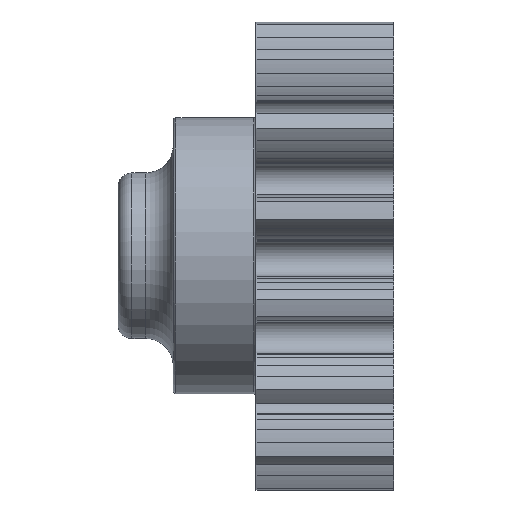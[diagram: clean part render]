
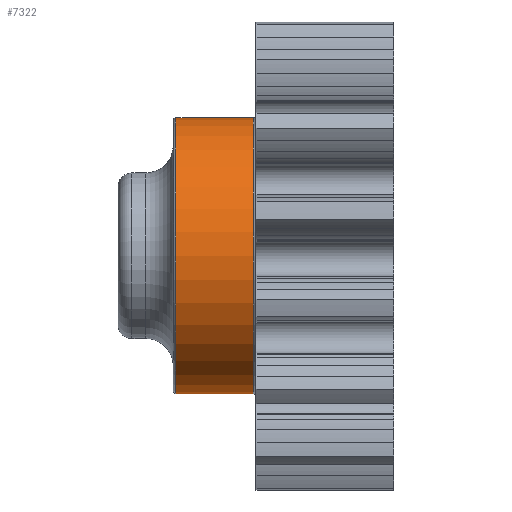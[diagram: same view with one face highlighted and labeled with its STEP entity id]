
A CAD part, front view. The second image highlights one B-rep face of the part: STEP entity #7322.
In plain terms, the highlighted cylindrical face has radius 10 mm (diameter 20 mm), a partial arc.
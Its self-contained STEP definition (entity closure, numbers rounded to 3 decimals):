
#199 = CARTESIAN_POINT ( 'NONE',  ( -10., 0., -10. ) ) ;
#202 = VERTEX_POINT ( 'NONE', #8167 ) ;
#528 = CARTESIAN_POINT ( 'NONE',  ( -5.8, 0., -10. ) ) ;
#840 = LINE ( 'NONE', #199, #6896 ) ;
#944 = EDGE_LOOP ( 'NONE', ( #3326, #3928, #6803, #7247 ) ) ;
#1060 = DIRECTION ( 'NONE',  ( 1., 0., 0. ) ) ;
#1202 = CARTESIAN_POINT ( 'NONE',  ( -0.2, 0., 0. ) ) ;
#1750 = DIRECTION ( 'NONE',  ( -1., 0., 0. ) ) ;
#2317 = CIRCLE ( 'NONE', #6656, 10. ) ;
#2403 = VERTEX_POINT ( 'NONE', #528 ) ;
#2830 = AXIS2_PLACEMENT_3D ( 'NONE', #1202, #1750, #8338 ) ;
#2972 = CYLINDRICAL_SURFACE ( 'NONE', #6737, 10. ) ;
#3012 = EDGE_CURVE ( 'NONE', #7705, #2403, #2317, .T. ) ;
#3326 = ORIENTED_EDGE ( 'NONE', *, *, #8296, .F. ) ;
#3607 = DIRECTION ( 'NONE',  ( 1., 0., 0. ) ) ;
#3655 = DIRECTION ( 'NONE',  ( 0., 0., 1. ) ) ;
#3928 = ORIENTED_EDGE ( 'NONE', *, *, #3012, .T. ) ;
#4239 = FACE_OUTER_BOUND ( 'NONE', #944, .T. ) ;
#4989 = CARTESIAN_POINT ( 'NONE',  ( -10., 0., 10. ) ) ;
#5001 = CIRCLE ( 'NONE', #2830, 10. ) ;
#5526 = CARTESIAN_POINT ( 'NONE',  ( -5.8, 0., 0. ) ) ;
#5545 = VECTOR ( 'NONE', #6935, 1000. ) ;
#5951 = DIRECTION ( 'NONE',  ( 1., 0., 0. ) ) ;
#6185 = CARTESIAN_POINT ( 'NONE',  ( -5.8, 0., 10. ) ) ;
#6186 = EDGE_CURVE ( 'NONE', #2403, #202, #840, .T. ) ;
#6656 = AXIS2_PLACEMENT_3D ( 'NONE', #5526, #1060, #3655 ) ;
#6737 = AXIS2_PLACEMENT_3D ( 'NONE', #6829, #3607, #7509 ) ;
#6803 = ORIENTED_EDGE ( 'NONE', *, *, #6186, .T. ) ;
#6829 = CARTESIAN_POINT ( 'NONE',  ( -10., 0., 0. ) ) ;
#6896 = VECTOR ( 'NONE', #5951, 1000. ) ;
#6935 = DIRECTION ( 'NONE',  ( 1., 0., 0. ) ) ;
#7018 = CARTESIAN_POINT ( 'NONE',  ( -0.2, 0., 10. ) ) ;
#7247 = ORIENTED_EDGE ( 'NONE', *, *, #8250, .T. ) ;
#7322 = ADVANCED_FACE ( 'NONE', ( #4239 ), #2972, .T. ) ;
#7509 = DIRECTION ( 'NONE',  ( 0., 0., -1. ) ) ;
#7654 = LINE ( 'NONE', #4989, #5545 ) ;
#7705 = VERTEX_POINT ( 'NONE', #6185 ) ;
#8167 = CARTESIAN_POINT ( 'NONE',  ( -0.2, 0., -10. ) ) ;
#8240 = VERTEX_POINT ( 'NONE', #7018 ) ;
#8250 = EDGE_CURVE ( 'NONE', #202, #8240, #5001, .T. ) ;
#8296 = EDGE_CURVE ( 'NONE', #7705, #8240, #7654, .T. ) ;
#8338 = DIRECTION ( 'NONE',  ( 0., 0., 1. ) ) ;
